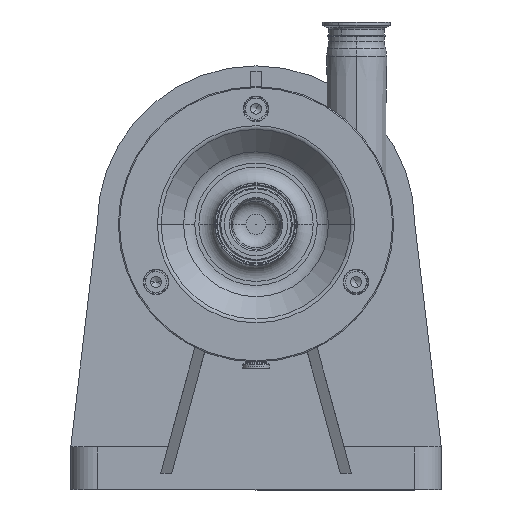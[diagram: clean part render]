
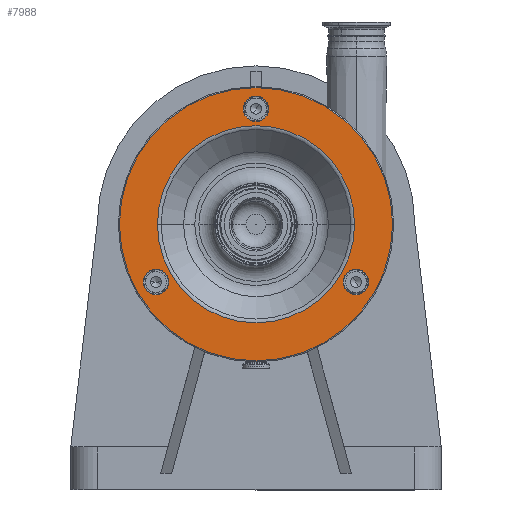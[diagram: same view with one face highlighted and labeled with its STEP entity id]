
A CAD part, top view. The second image highlights one B-rep face of the part: STEP entity #7988.
In plain terms, the highlighted planar face has unit normal (0, 0, 1).
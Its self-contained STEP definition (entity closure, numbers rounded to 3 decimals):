
#118 = AXIS2_PLACEMENT_3D ( 'NONE', #5414, #2288, #6651 ) ;
#1026 = CARTESIAN_POINT ( 'NONE',  ( -93.071, 250., 93.5 ) ) ;
#1605 = CARTESIAN_POINT ( 'NONE',  ( 0., 250., 93.5 ) ) ;
#1694 = EDGE_CURVE ( 'NONE', #18090, #6572, #18311, .T. ) ;
#1856 = FACE_BOUND ( 'NONE', #5171, .T. ) ;
#1899 = DIRECTION ( 'NONE',  ( -1., 0., 0. ) ) ;
#2052 = CARTESIAN_POINT ( 'NONE',  ( -106.397, 195.5, 93.5 ) ) ;
#2288 = DIRECTION ( 'NONE',  ( 0., 0., -1. ) ) ;
#2386 = EDGE_CURVE ( 'NONE', #13265, #9268, #12523, .T. ) ;
#2498 = EDGE_CURVE ( 'NONE', #3427, #14137, #11656, .T. ) ;
#2558 = CARTESIAN_POINT ( 'NONE',  ( 82.397, 195.5, 93.5 ) ) ;
#3190 = CARTESIAN_POINT ( 'NONE',  ( 0., 379., 93.5 ) ) ;
#3247 = VERTEX_POINT ( 'NONE', #18323 ) ;
#3427 = VERTEX_POINT ( 'NONE', #9443 ) ;
#3537 = CARTESIAN_POINT ( 'NONE',  ( -82.397, 195.5, 93.5 ) ) ;
#3740 = DIRECTION ( 'NONE',  ( -1., 0., 0. ) ) ;
#3779 = CIRCLE ( 'NONE', #118, 129. ) ;
#3812 = ORIENTED_EDGE ( 'NONE', *, *, #12023, .T. ) ;
#4074 = DIRECTION ( 'NONE',  ( -1., 0., 0. ) ) ;
#4287 = ORIENTED_EDGE ( 'NONE', *, *, #16924, .T. ) ;
#4372 = CARTESIAN_POINT ( 'NONE',  ( -94.397, 195.5, 93.5 ) ) ;
#4730 = FACE_OUTER_BOUND ( 'NONE', #14643, .T. ) ;
#4763 = EDGE_LOOP ( 'NONE', ( #10274, #4287 ) ) ;
#4911 = FACE_BOUND ( 'NONE', #11064, .T. ) ;
#4988 = CARTESIAN_POINT ( 'NONE',  ( -129., 250., 93.5 ) ) ;
#5101 = DIRECTION ( 'NONE',  ( -1., 0., 0. ) ) ;
#5171 = EDGE_LOOP ( 'NONE', ( #13774, #8681 ) ) ;
#5330 = DIRECTION ( 'NONE',  ( 0., 0., -1. ) ) ;
#5414 = CARTESIAN_POINT ( 'NONE',  ( 0., 250., 93.5 ) ) ;
#5417 = CARTESIAN_POINT ( 'NONE',  ( 94.397, 195.5, 93.5 ) ) ;
#5621 = EDGE_CURVE ( 'NONE', #12878, #18548, #14979, .T. ) ;
#5943 = CIRCLE ( 'NONE', #18429, 12. ) ;
#6572 = VERTEX_POINT ( 'NONE', #4988 ) ;
#6651 = DIRECTION ( 'NONE',  ( -1., 0., 0. ) ) ;
#6971 = EDGE_CURVE ( 'NONE', #3247, #7492, #15262, .T. ) ;
#7037 = DIRECTION ( 'NONE',  ( 0., 0., -1. ) ) ;
#7483 = CARTESIAN_POINT ( 'NONE',  ( 0., 250., 93.5 ) ) ;
#7492 = VERTEX_POINT ( 'NONE', #1026 ) ;
#7666 = CARTESIAN_POINT ( 'NONE',  ( 106.397, 195.5, 93.5 ) ) ;
#7674 = FACE_BOUND ( 'NONE', #13923, .T. ) ;
#7779 = PLANE ( 'NONE',  #9822 ) ;
#7988 = ADVANCED_FACE ( 'NONE', ( #7674, #4911, #9303, #4730, #1856 ), #7779, .F. ) ;
#8404 = CARTESIAN_POINT ( 'NONE',  ( -12., 359., 93.5 ) ) ;
#8671 = DIRECTION ( 'NONE',  ( 0., 0., -1. ) ) ;
#8681 = ORIENTED_EDGE ( 'NONE', *, *, #6971, .T. ) ;
#8870 = AXIS2_PLACEMENT_3D ( 'NONE', #4372, #7037, #4074 ) ;
#8914 = DIRECTION ( 'NONE',  ( -1., 0., 0. ) ) ;
#9230 = CARTESIAN_POINT ( 'NONE',  ( 129., 250., 93.5 ) ) ;
#9268 = VERTEX_POINT ( 'NONE', #2052 ) ;
#9303 = FACE_BOUND ( 'NONE', #4763, .T. ) ;
#9443 = CARTESIAN_POINT ( 'NONE',  ( 12., 359., 93.5 ) ) ;
#9623 = EDGE_CURVE ( 'NONE', #6572, #18090, #3779, .T. ) ;
#9633 = CIRCLE ( 'NONE', #18749, 93.071 ) ;
#9653 = CARTESIAN_POINT ( 'NONE',  ( -94.397, 195.5, 93.5 ) ) ;
#9822 = AXIS2_PLACEMENT_3D ( 'NONE', #3190, #17693, #8914 ) ;
#9828 = DIRECTION ( 'NONE',  ( 0., 0., -1. ) ) ;
#10274 = ORIENTED_EDGE ( 'NONE', *, *, #2498, .T. ) ;
#10549 = CIRCLE ( 'NONE', #15694, 12. ) ;
#10968 = AXIS2_PLACEMENT_3D ( 'NONE', #18412, #16692, #15358 ) ;
#11064 = EDGE_LOOP ( 'NONE', ( #17680, #17120 ) ) ;
#11221 = DIRECTION ( 'NONE',  ( -1., 0., 0. ) ) ;
#11431 = ORIENTED_EDGE ( 'NONE', *, *, #9623, .F. ) ;
#11656 = CIRCLE ( 'NONE', #16237, 12. ) ;
#11977 = DIRECTION ( 'NONE',  ( -1., 0., 0. ) ) ;
#12023 = EDGE_CURVE ( 'NONE', #18548, #12878, #5943, .T. ) ;
#12338 = DIRECTION ( 'NONE',  ( 0., 0., -1. ) ) ;
#12523 = CIRCLE ( 'NONE', #8870, 12. ) ;
#12784 = DIRECTION ( 'NONE',  ( -1., 0., 0. ) ) ;
#12828 = AXIS2_PLACEMENT_3D ( 'NONE', #5417, #5330, #11221 ) ;
#12830 = ORIENTED_EDGE ( 'NONE', *, *, #5621, .T. ) ;
#12878 = VERTEX_POINT ( 'NONE', #7666 ) ;
#13052 = DIRECTION ( 'NONE',  ( -1., 0., 0. ) ) ;
#13265 = VERTEX_POINT ( 'NONE', #3537 ) ;
#13440 = CARTESIAN_POINT ( 'NONE',  ( 0., 359., 93.5 ) ) ;
#13644 = ORIENTED_EDGE ( 'NONE', *, *, #1694, .F. ) ;
#13774 = ORIENTED_EDGE ( 'NONE', *, *, #14152, .T. ) ;
#13923 = EDGE_LOOP ( 'NONE', ( #12830, #3812 ) ) ;
#14136 = DIRECTION ( 'NONE',  ( 0., 0., -1. ) ) ;
#14137 = VERTEX_POINT ( 'NONE', #8404 ) ;
#14152 = EDGE_CURVE ( 'NONE', #7492, #3247, #9633, .T. ) ;
#14176 = EDGE_CURVE ( 'NONE', #9268, #13265, #10549, .T. ) ;
#14331 = AXIS2_PLACEMENT_3D ( 'NONE', #1605, #8671, #13052 ) ;
#14643 = EDGE_LOOP ( 'NONE', ( #11431, #13644 ) ) ;
#14924 = DIRECTION ( 'NONE',  ( 0., 0., -1. ) ) ;
#14971 = AXIS2_PLACEMENT_3D ( 'NONE', #7483, #14924, #11977 ) ;
#14979 = CIRCLE ( 'NONE', #12828, 12. ) ;
#15262 = CIRCLE ( 'NONE', #14971, 93.071 ) ;
#15358 = DIRECTION ( 'NONE',  ( -1., 0., 0. ) ) ;
#15694 = AXIS2_PLACEMENT_3D ( 'NONE', #9653, #14136, #3740 ) ;
#16237 = AXIS2_PLACEMENT_3D ( 'NONE', #13440, #16478, #1899 ) ;
#16478 = DIRECTION ( 'NONE',  ( 0., 0., -1. ) ) ;
#16642 = CARTESIAN_POINT ( 'NONE',  ( 94.397, 195.5, 93.5 ) ) ;
#16692 = DIRECTION ( 'NONE',  ( 0., 0., -1. ) ) ;
#16924 = EDGE_CURVE ( 'NONE', #14137, #3427, #17675, .T. ) ;
#16976 = CARTESIAN_POINT ( 'NONE',  ( 0., 250., 93.5 ) ) ;
#17120 = ORIENTED_EDGE ( 'NONE', *, *, #14176, .T. ) ;
#17675 = CIRCLE ( 'NONE', #10968, 12. ) ;
#17680 = ORIENTED_EDGE ( 'NONE', *, *, #2386, .T. ) ;
#17693 = DIRECTION ( 'NONE',  ( 0., 0., -1. ) ) ;
#18090 = VERTEX_POINT ( 'NONE', #9230 ) ;
#18311 = CIRCLE ( 'NONE', #14331, 129. ) ;
#18323 = CARTESIAN_POINT ( 'NONE',  ( 93.071, 250., 93.5 ) ) ;
#18412 = CARTESIAN_POINT ( 'NONE',  ( 0., 359., 93.5 ) ) ;
#18429 = AXIS2_PLACEMENT_3D ( 'NONE', #16642, #12338, #5101 ) ;
#18548 = VERTEX_POINT ( 'NONE', #2558 ) ;
#18749 = AXIS2_PLACEMENT_3D ( 'NONE', #16976, #9828, #12784 ) ;
